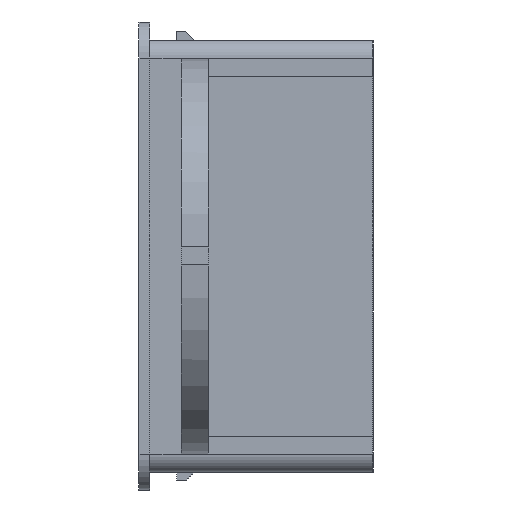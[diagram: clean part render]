
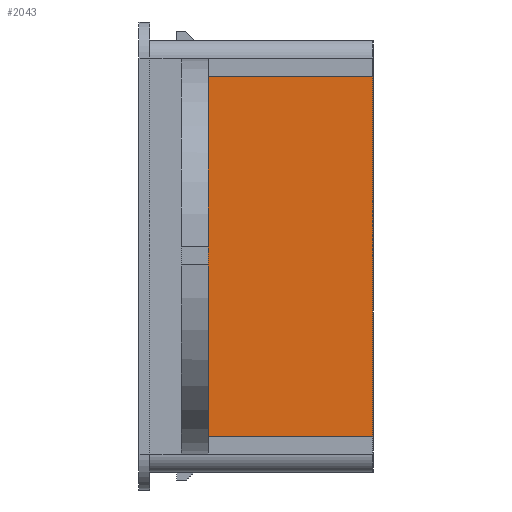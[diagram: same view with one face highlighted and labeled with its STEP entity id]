
A CAD part, left-side view. The second image highlights one B-rep face of the part: STEP entity #2043.
In plain terms, the highlighted planar face has unit normal (-1, 0, 0).
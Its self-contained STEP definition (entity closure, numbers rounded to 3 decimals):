
#198=FACE_OUTER_BOUND('',#333,.T.);
#333=EDGE_LOOP('',(#1754,#1755,#1756,#1757));
#402=LINE('',#2887,#640);
#561=LINE('',#3266,#799);
#564=LINE('',#3271,#802);
#565=LINE('',#3273,#803);
#640=VECTOR('',#2321,10.);
#799=VECTOR('',#2680,10.);
#802=VECTOR('',#2685,10.);
#803=VECTOR('',#2688,10.);
#869=VERTEX_POINT('',#2884);
#870=VERTEX_POINT('',#2886);
#990=VERTEX_POINT('',#3265);
#991=VERTEX_POINT('',#3269);
#1070=EDGE_CURVE('',#869,#870,#402,.T.);
#1252=EDGE_CURVE('',#870,#990,#561,.T.);
#1255=EDGE_CURVE('',#991,#869,#564,.T.);
#1256=EDGE_CURVE('',#990,#991,#565,.T.);
#1754=ORIENTED_EDGE('',*,*,#1256,.F.);
#1755=ORIENTED_EDGE('',*,*,#1252,.F.);
#1756=ORIENTED_EDGE('',*,*,#1070,.F.);
#1757=ORIENTED_EDGE('',*,*,#1255,.F.);
#1936=PLANE('',#2190);
#2043=ADVANCED_FACE('',(#198),#1936,.T.);
#2190=AXIS2_PLACEMENT_3D('',#3272,#2686,#2687);
#2321=DIRECTION('',(0.,0.,-1.));
#2680=DIRECTION('',(0.,1.,0.));
#2685=DIRECTION('',(0.,-1.,0.));
#2686=DIRECTION('center_axis',(-1.,0.,0.));
#2687=DIRECTION('ref_axis',(0.,0.,-1.));
#2688=DIRECTION('',(0.,0.,1.));
#2884=CARTESIAN_POINT('',(63.,-24.8,-2.));
#2886=CARTESIAN_POINT('',(63.,-24.8,-46.));
#2887=CARTESIAN_POINT('',(63.,-24.8,-46.));
#3265=CARTESIAN_POINT('',(63.,1.2,-46.));
#3266=CARTESIAN_POINT('',(63.,0.6,-46.));
#3269=CARTESIAN_POINT('',(63.,1.2,-2.));
#3271=CARTESIAN_POINT('',(63.,0.6,-2.));
#3272=CARTESIAN_POINT('Origin',(63.,1.2,-2.));
#3273=CARTESIAN_POINT('',(63.,1.2,-46.));
